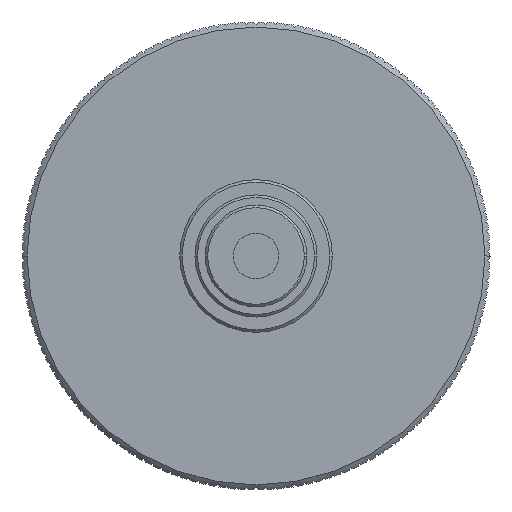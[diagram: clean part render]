
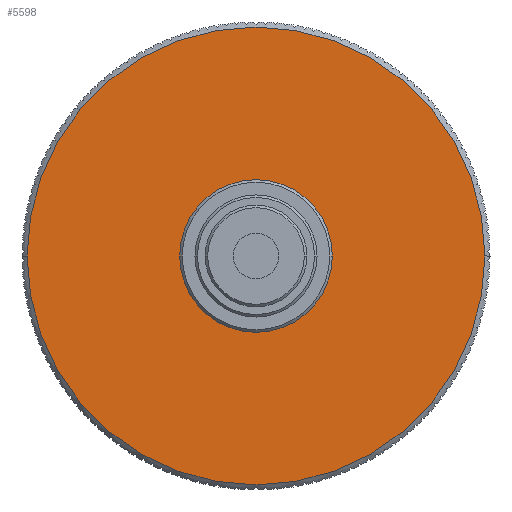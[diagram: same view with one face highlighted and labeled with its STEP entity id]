
A CAD part, front view. The second image highlights one B-rep face of the part: STEP entity #5598.
In plain terms, the highlighted planar face has unit normal (0, -1, 0).
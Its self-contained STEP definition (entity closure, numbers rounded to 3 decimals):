
#67 = ORIENTED_EDGE ( 'NONE', *, *, #4666, .F. ) ;
#205 = DIRECTION ( 'NONE',  ( 1., 0., 0. ) ) ;
#524 = CARTESIAN_POINT ( 'NONE',  ( -22.5, 12.83, 0. ) ) ;
#676 = EDGE_CURVE ( 'NONE', #5317, #7998, #15168, .T. ) ;
#731 = ORIENTED_EDGE ( 'NONE', *, *, #676, .F. ) ;
#826 = DIRECTION ( 'NONE',  ( 1., 0., 0. ) ) ;
#997 = CIRCLE ( 'NONE', #6681, 22.5 ) ;
#1022 = CARTESIAN_POINT ( 'NONE',  ( 7.5, 12.83, 0. ) ) ;
#1065 = FACE_BOUND ( 'NONE', #3390, .T. ) ;
#1476 = EDGE_CURVE ( 'NONE', #14611, #15933, #16007, .T. ) ;
#2006 = FACE_OUTER_BOUND ( 'NONE', #2964, .T. ) ;
#2721 = AXIS2_PLACEMENT_3D ( 'NONE', #7152, #4685, #16298 ) ;
#2903 = EDGE_CURVE ( 'NONE', #15933, #14611, #997, .T. ) ;
#2964 = EDGE_LOOP ( 'NONE', ( #16465, #13028 ) ) ;
#3359 = PLANE ( 'NONE',  #14860 ) ;
#3390 = EDGE_LOOP ( 'NONE', ( #731, #67 ) ) ;
#3696 = CARTESIAN_POINT ( 'NONE',  ( 0., 12.83, 0. ) ) ;
#4025 = DIRECTION ( 'NONE',  ( 1., 0., 0. ) ) ;
#4075 = AXIS2_PLACEMENT_3D ( 'NONE', #12327, #4631, #826 ) ;
#4631 = DIRECTION ( 'NONE',  ( 0., -1., 0. ) ) ;
#4666 = EDGE_CURVE ( 'NONE', #7998, #5317, #15889, .T. ) ;
#4685 = DIRECTION ( 'NONE',  ( 0., -1., 0. ) ) ;
#4951 = CARTESIAN_POINT ( 'NONE',  ( 7.5, 12.83, 0. ) ) ;
#5317 = VERTEX_POINT ( 'NONE', #1022 ) ;
#5325 = AXIS2_PLACEMENT_3D ( 'NONE', #8175, #6643, #205 ) ;
#5598 = ADVANCED_FACE ( 'NONE', ( #2006, #1065 ), #3359, .T. ) ;
#6643 = DIRECTION ( 'NONE',  ( 0., -1., 0. ) ) ;
#6681 = AXIS2_PLACEMENT_3D ( 'NONE', #3696, #9207, #4025 ) ;
#7152 = CARTESIAN_POINT ( 'NONE',  ( 0., 12.83, 0. ) ) ;
#7998 = VERTEX_POINT ( 'NONE', #8587 ) ;
#8175 = CARTESIAN_POINT ( 'NONE',  ( 0., 12.83, 0. ) ) ;
#8587 = CARTESIAN_POINT ( 'NONE',  ( -7.5, 12.83, 0. ) ) ;
#9207 = DIRECTION ( 'NONE',  ( 0., -1., 0. ) ) ;
#11947 = CARTESIAN_POINT ( 'NONE',  ( 22.5, 12.83, 0. ) ) ;
#12327 = CARTESIAN_POINT ( 'NONE',  ( 0., 12.83, 0. ) ) ;
#12328 = DIRECTION ( 'NONE',  ( 0., -1., 0. ) ) ;
#13028 = ORIENTED_EDGE ( 'NONE', *, *, #2903, .T. ) ;
#14611 = VERTEX_POINT ( 'NONE', #524 ) ;
#14860 = AXIS2_PLACEMENT_3D ( 'NONE', #4951, #12328, #15128 ) ;
#15128 = DIRECTION ( 'NONE',  ( 1., 0., 0. ) ) ;
#15168 = CIRCLE ( 'NONE', #2721, 7.5 ) ;
#15889 = CIRCLE ( 'NONE', #5325, 7.5 ) ;
#15933 = VERTEX_POINT ( 'NONE', #11947 ) ;
#16007 = CIRCLE ( 'NONE', #4075, 22.5 ) ;
#16298 = DIRECTION ( 'NONE',  ( 1., 0., 0. ) ) ;
#16465 = ORIENTED_EDGE ( 'NONE', *, *, #1476, .T. ) ;
